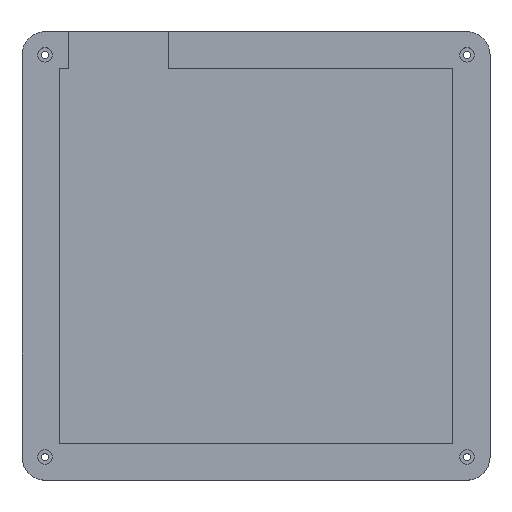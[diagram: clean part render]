
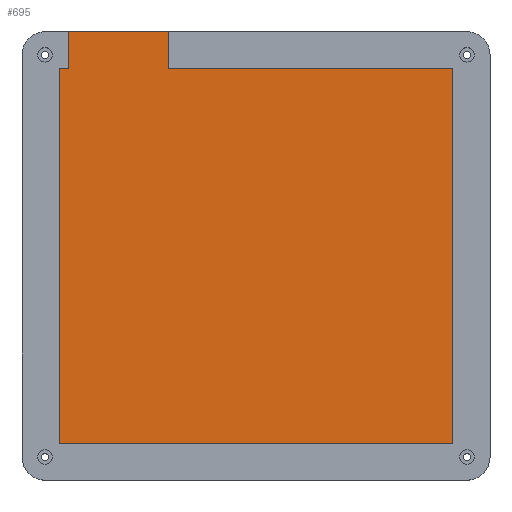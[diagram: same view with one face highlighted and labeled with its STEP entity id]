
A CAD part, top view. The second image highlights one B-rep face of the part: STEP entity #695.
In plain terms, the highlighted planar face has unit normal (0, 0, 1).
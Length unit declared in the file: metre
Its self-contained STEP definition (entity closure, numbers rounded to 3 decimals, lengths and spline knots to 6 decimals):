
#28=LINE('',#1035,#83);
#34=LINE('',#1049,#89);
#54=LINE('',#1101,#109);
#56=LINE('',#1106,#111);
#60=LINE('',#1114,#115);
#63=LINE('',#1137,#118);
#66=LINE('',#1147,#121);
#67=LINE('',#1149,#122);
#83=VECTOR('',#832,1.);
#89=VECTOR('',#840,1.);
#109=VECTOR('',#886,1.);
#111=VECTOR('',#890,1.);
#115=VECTOR('',#896,1.);
#118=VECTOR('',#925,1.);
#121=VECTOR('',#938,1.);
#122=VECTOR('',#941,1.);
#238=ORIENTED_EDGE('',*,*,#354,.F.);
#239=ORIENTED_EDGE('',*,*,#375,.T.);
#240=ORIENTED_EDGE('',*,*,#326,.F.);
#241=ORIENTED_EDGE('',*,*,#374,.F.);
#242=ORIENTED_EDGE('',*,*,#320,.F.);
#243=ORIENTED_EDGE('',*,*,#352,.T.);
#244=ORIENTED_EDGE('',*,*,#369,.T.);
#245=ORIENTED_EDGE('',*,*,#358,.F.);
#320=EDGE_CURVE('',#407,#408,#28,.T.);
#326=EDGE_CURVE('',#413,#414,#34,.T.);
#352=EDGE_CURVE('',#407,#432,#54,.T.);
#354=EDGE_CURVE('',#433,#435,#56,.T.);
#358=EDGE_CURVE('',#435,#438,#60,.T.);
#369=EDGE_CURVE('',#432,#438,#63,.T.);
#374=EDGE_CURVE('',#408,#413,#66,.T.);
#375=EDGE_CURVE('',#433,#414,#67,.T.);
#407=VERTEX_POINT('',#1036);
#408=VERTEX_POINT('',#1037);
#413=VERTEX_POINT('',#1048);
#414=VERTEX_POINT('',#1050);
#432=VERTEX_POINT('',#1100);
#433=VERTEX_POINT('',#1104);
#435=VERTEX_POINT('',#1107);
#438=VERTEX_POINT('',#1115);
#533=EDGE_LOOP('',(#238,#239,#240,#241,#242,#243,#244,#245));
#606=FACE_BOUND('',#533,.T.);
#659=PLANE('',#776);
#695=ADVANCED_FACE('',(#606),#659,.F.);
#776=AXIS2_PLACEMENT_3D('',#1150,#942,#943);
#832=DIRECTION('',(1.,0.,0.));
#840=DIRECTION('',(1.,0.,0.));
#886=DIRECTION('',(0.,-1.,0.));
#890=DIRECTION('',(1.,0.,0.));
#896=DIRECTION('',(0.,-1.,0.));
#925=DIRECTION('',(1.,0.,0.));
#938=DIRECTION('',(0.,1.,0.));
#941=DIRECTION('',(0.,1.,0.));
#942=DIRECTION('',(0.,0.,-1.));
#943=DIRECTION('',(1.,0.,0.));
#1035=CARTESIAN_POINT('',(-0.006937,0.04045,-0.0136));
#1036=CARTESIAN_POINT('',(-0.04255,0.04045,-0.0136));
#1037=CARTESIAN_POINT('',(-0.040495,0.04045,-0.0136));
#1048=CARTESIAN_POINT('',(-0.040495,0.04845,-0.0136));
#1049=CARTESIAN_POINT('',(-0.006937,0.04845,-0.0136));
#1050=CARTESIAN_POINT('',(-0.018975,0.04845,-0.0136));
#1100=CARTESIAN_POINT('',(-0.04255,-0.04045,-0.0136));
#1101=CARTESIAN_POINT('',(-0.04255,-0.027613,-0.0136));
#1104=CARTESIAN_POINT('',(-0.018975,0.04045,-0.0136));
#1106=CARTESIAN_POINT('',(-0.006937,0.04045,-0.0136));
#1107=CARTESIAN_POINT('',(0.04255,0.04045,-0.0136));
#1114=CARTESIAN_POINT('',(0.04255,0.020225,-0.0136));
#1115=CARTESIAN_POINT('',(0.04255,-0.04045,-0.0136));
#1137=CARTESIAN_POINT('',(0.029509,-0.04045,-0.0136));
#1147=CARTESIAN_POINT('',(-0.040495,0.02345,-0.0136));
#1149=CARTESIAN_POINT('',(-0.018975,0.02345,-0.0136));
#1150=CARTESIAN_POINT('',(0.,0.,-0.0136));
